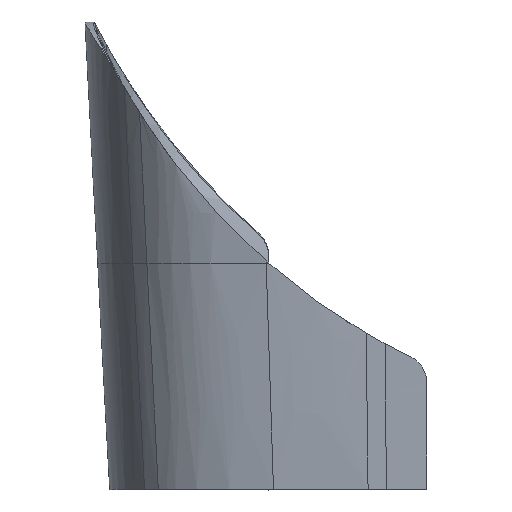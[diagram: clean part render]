
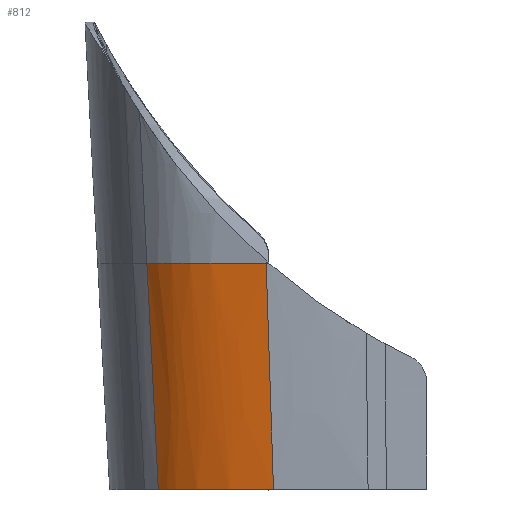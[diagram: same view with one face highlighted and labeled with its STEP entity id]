
A CAD part, top view. The second image highlights one B-rep face of the part: STEP entity #812.
In plain terms, the highlighted free-form (B-spline) face has degree [3, 3] with [15, 4] control points.
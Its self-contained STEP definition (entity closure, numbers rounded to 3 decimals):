
#19=(
BOUNDED_CURVE()
B_SPLINE_CURVE(5,(#3457,#3458,#3459,#3460,#3461,#3462,#3463,#3464,#3465),
 .UNSPECIFIED.,.F.,.F.)
B_SPLINE_CURVE_WITH_KNOTS((6,1,1,1,6),(-0.637,-0.6,-0.55,-0.5,
-0.498),.UNSPECIFIED.)
CURVE()
GEOMETRIC_REPRESENTATION_ITEM()
RATIONAL_B_SPLINE_CURVE((1.,1.,1.,1.,1.,1.,1.,1.,1.))
REPRESENTATION_ITEM('')
);
#40=LINE('',#3373,#70);
#41=LINE('',#3467,#71);
#70=VECTOR('',#889,30.046);
#71=VECTOR('',#890,30.038);
#111=FACE_OUTER_BOUND('',#159,.T.);
#159=EDGE_LOOP('',(#618,#619,#620,#621));
#240=B_SPLINE_CURVE_WITH_KNOTS('',3,(#3468,#3469,#3470,#3471,#3472,#3473,
#3474,#3475,#3476,#3477,#3478,#3479,#3480,#3481,#3482,#3483,#3484,#3485,
#3486,#3487,#3488,#3489,#3490,#3491,#3492,#3493,#3494,#3495,#3496,#3497,
#3498),.UNSPECIFIED.,.F.,.F.,(4,3,3,3,3,3,3,3,3,3,4),(-1.137,
-0.929,-0.848,-0.764,-0.678,
-0.611,-0.545,-0.408,-0.323,
-0.229,0.),.UNSPECIFIED.);
#332=VERTEX_POINT('',#3365);
#333=VERTEX_POINT('',#3372);
#334=VERTEX_POINT('',#3456);
#335=VERTEX_POINT('',#3466);
#437=EDGE_CURVE('',#332,#333,#40,.T.);
#439=EDGE_CURVE('',#334,#332,#19,.T.);
#440=EDGE_CURVE('',#334,#335,#41,.T.);
#441=EDGE_CURVE('',#335,#333,#240,.T.);
#618=ORIENTED_EDGE('',*,*,#439,.F.);
#619=ORIENTED_EDGE('',*,*,#440,.T.);
#620=ORIENTED_EDGE('',*,*,#441,.T.);
#621=ORIENTED_EDGE('',*,*,#437,.F.);
#766=B_SPLINE_SURFACE_WITH_KNOTS('',3,3,((#3396,#3397,#3398,#3399),(#3400,
#3401,#3402,#3403),(#3404,#3405,#3406,#3407),(#3408,#3409,#3410,#3411),
(#3412,#3413,#3414,#3415),(#3416,#3417,#3418,#3419),(#3420,#3421,#3422,
#3423),(#3424,#3425,#3426,#3427),(#3428,#3429,#3430,#3431),(#3432,#3433,
#3434,#3435),(#3436,#3437,#3438,#3439),(#3440,#3441,#3442,#3443),(#3444,
#3445,#3446,#3447),(#3448,#3449,#3450,#3451),(#3452,#3453,#3454,#3455)),
 .UNSPECIFIED.,.F.,.F.,.F.,(4,2,2,1,1,1,1,1,1,1,4),(4,4),(0.,0.183,
0.254,0.328,0.404,0.462,
0.521,0.641,0.716,0.799,
1.),(0.,1.),.UNSPECIFIED.);
#812=ADVANCED_FACE('',(#111),#766,.F.);
#889=DIRECTION('',(-0.05,0.998,0.023));
#890=DIRECTION('',(-0.032,0.999,0.039));
#3365=CARTESIAN_POINT('',(-62.002,-27.,23.008));
#3372=CARTESIAN_POINT('',(-63.519,3.,23.69));
#3373=CARTESIAN_POINT('',(-62.002,-27.,23.008));
#3396=CARTESIAN_POINT('Ctrl Pts',(-46.704,-27.,29.745));
#3397=CARTESIAN_POINT('Ctrl Pts',(-47.027,-17.,30.134));
#3398=CARTESIAN_POINT('Ctrl Pts',(-47.35,-7.,30.524));
#3399=CARTESIAN_POINT('Ctrl Pts',(-47.673,3.,30.914));
#3400=CARTESIAN_POINT('Ctrl Pts',(-47.797,-27.,29.556));
#3401=CARTESIAN_POINT('Ctrl Pts',(-48.287,-17.,29.916));
#3402=CARTESIAN_POINT('Ctrl Pts',(-48.778,-7.,30.275));
#3403=CARTESIAN_POINT('Ctrl Pts',(-49.268,3.,30.634));
#3404=CARTESIAN_POINT('Ctrl Pts',(-48.889,-27.,29.337));
#3405=CARTESIAN_POINT('Ctrl Pts',(-49.493,-17.,29.669));
#3406=CARTESIAN_POINT('Ctrl Pts',(-50.095,-7.,30.002));
#3407=CARTESIAN_POINT('Ctrl Pts',(-50.699,3.,30.333));
#3408=CARTESIAN_POINT('Ctrl Pts',(-50.384,-27.,28.981));
#3409=CARTESIAN_POINT('Ctrl Pts',(-51.094,-17.,29.281));
#3410=CARTESIAN_POINT('Ctrl Pts',(-51.806,-7.,29.58));
#3411=CARTESIAN_POINT('Ctrl Pts',(-52.517,3.,29.88));
#3412=CARTESIAN_POINT('Ctrl Pts',(-50.801,-27.,28.875));
#3413=CARTESIAN_POINT('Ctrl Pts',(-51.537,-17.,29.166));
#3414=CARTESIAN_POINT('Ctrl Pts',(-52.272,-7.,29.457));
#3415=CARTESIAN_POINT('Ctrl Pts',(-53.008,3.,29.748));
#3416=CARTESIAN_POINT('Ctrl Pts',(-51.641,-27.,28.648));
#3417=CARTESIAN_POINT('Ctrl Pts',(-52.418,-17.,28.923));
#3418=CARTESIAN_POINT('Ctrl Pts',(-53.196,-7.,29.197));
#3419=CARTESIAN_POINT('Ctrl Pts',(-53.973,3.,29.472));
#3420=CARTESIAN_POINT('Ctrl Pts',(-52.499,-27.,28.4));
#3421=CARTESIAN_POINT('Ctrl Pts',(-53.311,-17.,28.659));
#3422=CARTESIAN_POINT('Ctrl Pts',(-54.123,-7.,28.918));
#3423=CARTESIAN_POINT('Ctrl Pts',(-54.936,3.,29.177));
#3424=CARTESIAN_POINT('Ctrl Pts',(-53.665,-27.,28.017));
#3425=CARTESIAN_POINT('Ctrl Pts',(-54.493,-17.,28.259));
#3426=CARTESIAN_POINT('Ctrl Pts',(-55.321,-7.,28.501));
#3427=CARTESIAN_POINT('Ctrl Pts',(-56.15,3.,28.743));
#3428=CARTESIAN_POINT('Ctrl Pts',(-54.716,-27.,27.629));
#3429=CARTESIAN_POINT('Ctrl Pts',(-55.538,-17.,27.858));
#3430=CARTESIAN_POINT('Ctrl Pts',(-56.36,-7.,28.088));
#3431=CARTESIAN_POINT('Ctrl Pts',(-57.182,3.,28.317));
#3432=CARTESIAN_POINT('Ctrl Pts',(-55.975,-27.,27.113));
#3433=CARTESIAN_POINT('Ctrl Pts',(-56.773,-17.,27.328));
#3434=CARTESIAN_POINT('Ctrl Pts',(-57.572,-7.,27.544));
#3435=CARTESIAN_POINT('Ctrl Pts',(-58.371,3.,27.76));
#3436=CARTESIAN_POINT('Ctrl Pts',(-57.259,-27.,26.497));
#3437=CARTESIAN_POINT('Ctrl Pts',(-58.013,-17.,26.699));
#3438=CARTESIAN_POINT('Ctrl Pts',(-58.766,-7.,26.902));
#3439=CARTESIAN_POINT('Ctrl Pts',(-59.52,3.,27.104));
#3440=CARTESIAN_POINT('Ctrl Pts',(-58.575,-27.,25.744));
#3441=CARTESIAN_POINT('Ctrl Pts',(-59.284,-17.,25.923));
#3442=CARTESIAN_POINT('Ctrl Pts',(-59.995,-7.,26.101));
#3443=CARTESIAN_POINT('Ctrl Pts',(-60.704,3.,26.28));
#3444=CARTESIAN_POINT('Ctrl Pts',(-60.175,-27.,24.689));
#3445=CARTESIAN_POINT('Ctrl Pts',(-60.824,-17.,24.841));
#3446=CARTESIAN_POINT('Ctrl Pts',(-61.472,-7.,24.993));
#3447=CARTESIAN_POINT('Ctrl Pts',(-62.121,3.,25.144));
#3448=CARTESIAN_POINT('Ctrl Pts',(-61.288,-27.,23.739));
#3449=CARTESIAN_POINT('Ctrl Pts',(-61.859,-17.,23.911));
#3450=CARTESIAN_POINT('Ctrl Pts',(-62.435,-7.,24.082));
#3451=CARTESIAN_POINT('Ctrl Pts',(-63.005,3.,24.254));
#3452=CARTESIAN_POINT('Ctrl Pts',(-62.002,-27.,23.008));
#3453=CARTESIAN_POINT('Ctrl Pts',(-62.507,-17.,23.235));
#3454=CARTESIAN_POINT('Ctrl Pts',(-63.013,-7.,23.462));
#3455=CARTESIAN_POINT('Ctrl Pts',(-63.519,3.,23.69));
#3456=CARTESIAN_POINT('',(-46.704,-27.,29.745));
#3457=CARTESIAN_POINT('Ctrl Pts',(-46.704,-27.,29.745));
#3458=CARTESIAN_POINT('Ctrl Pts',(-47.659,-27.,29.58));
#3459=CARTESIAN_POINT('Ctrl Pts',(-49.9,-27.,29.148));
#3460=CARTESIAN_POINT('Ctrl Pts',(-53.38,-27.,28.279));
#3461=CARTESIAN_POINT('Ctrl Pts',(-56.678,-27.,27.029));
#3462=CARTESIAN_POINT('Ctrl Pts',(-59.449,-27.,25.334));
#3463=CARTESIAN_POINT('Ctrl Pts',(-61.169,-27.,23.855));
#3464=CARTESIAN_POINT('Ctrl Pts',(-61.969,-27.,23.042));
#3465=CARTESIAN_POINT('Ctrl Pts',(-62.002,-27.,23.008));
#3466=CARTESIAN_POINT('',(-47.673,3.,30.914));
#3467=CARTESIAN_POINT('',(-46.704,-27.,29.745));
#3468=CARTESIAN_POINT('Ctrl Pts',(-47.673,3.,30.914));
#3469=CARTESIAN_POINT('Ctrl Pts',(-49.268,3.,30.634));
#3470=CARTESIAN_POINT('Ctrl Pts',(-50.699,3.,30.333));
#3471=CARTESIAN_POINT('Ctrl Pts',(-52.006,3.,30.007));
#3472=CARTESIAN_POINT('Ctrl Pts',(-52.517,3.,29.88));
#3473=CARTESIAN_POINT('Ctrl Pts',(-53.008,3.,29.748));
#3474=CARTESIAN_POINT('Ctrl Pts',(-53.483,3.,29.613));
#3475=CARTESIAN_POINT('Ctrl Pts',(-53.973,3.,29.472));
#3476=CARTESIAN_POINT('Ctrl Pts',(-54.448,3.,29.326));
#3477=CARTESIAN_POINT('Ctrl Pts',(-54.901,3.,29.177));
#3478=CARTESIAN_POINT('Ctrl Pts',(-55.366,3.,29.023));
#3479=CARTESIAN_POINT('Ctrl Pts',(-55.808,3.,28.865));
#3480=CARTESIAN_POINT('Ctrl Pts',(-56.23,3.,28.702));
#3481=CARTESIAN_POINT('Ctrl Pts',(-56.555,3.,28.576));
#3482=CARTESIAN_POINT('Ctrl Pts',(-56.869,3.,28.446));
#3483=CARTESIAN_POINT('Ctrl Pts',(-57.173,3.,28.313));
#3484=CARTESIAN_POINT('Ctrl Pts',(-57.476,3.,28.18));
#3485=CARTESIAN_POINT('Ctrl Pts',(-57.768,3.,28.042));
#3486=CARTESIAN_POINT('Ctrl Pts',(-58.051,3.,27.901));
#3487=CARTESIAN_POINT('Ctrl Pts',(-58.635,3.,27.609));
#3488=CARTESIAN_POINT('Ctrl Pts',(-59.179,3.,27.299));
#3489=CARTESIAN_POINT('Ctrl Pts',(-59.703,3.,26.96));
#3490=CARTESIAN_POINT('Ctrl Pts',(-60.032,3.,26.748));
#3491=CARTESIAN_POINT('Ctrl Pts',(-60.353,3.,26.525));
#3492=CARTESIAN_POINT('Ctrl Pts',(-60.663,3.,26.294));
#3493=CARTESIAN_POINT('Ctrl Pts',(-61.001,3.,26.042));
#3494=CARTESIAN_POINT('Ctrl Pts',(-61.327,3.,25.781));
#3495=CARTESIAN_POINT('Ctrl Pts',(-61.632,3.,25.521));
#3496=CARTESIAN_POINT('Ctrl Pts',(-62.378,3.,24.886));
#3497=CARTESIAN_POINT('Ctrl Pts',(-63.005,3.,24.254));
#3498=CARTESIAN_POINT('Ctrl Pts',(-63.519,3.,23.69));
